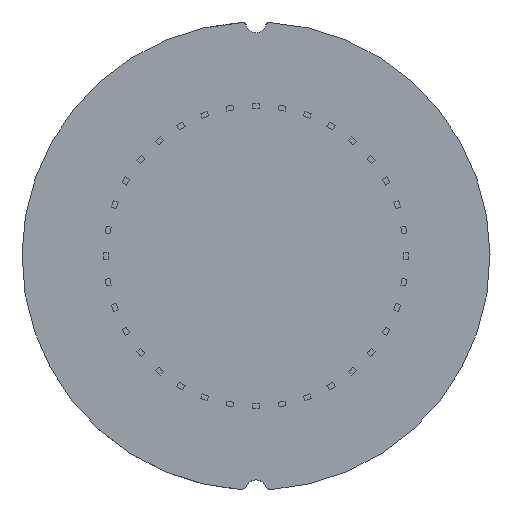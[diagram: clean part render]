
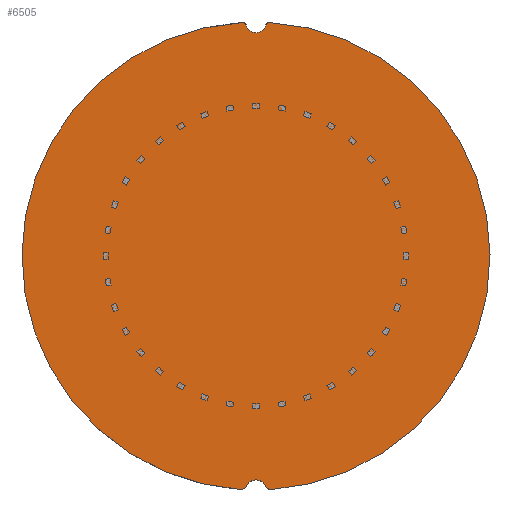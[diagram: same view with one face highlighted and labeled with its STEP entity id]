
A CAD part, front view. The second image highlights one B-rep face of the part: STEP entity #6505.
In plain terms, the highlighted planar face has unit normal (0, -1, 0).
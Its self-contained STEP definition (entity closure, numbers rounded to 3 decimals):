
#103 = DIRECTION ( 'NONE',  ( 0., 1., 0. ) ) ;
#136 = DIRECTION ( 'NONE',  ( 0., 1., 0. ) ) ;
#456 = ORIENTED_EDGE ( 'NONE', *, *, #4988, .F. ) ;
#466 = DIRECTION ( 'NONE',  ( 0., 0., 1. ) ) ;
#474 = DIRECTION ( 'NONE',  ( 0., -1., 0. ) ) ;
#838 = DIRECTION ( 'NONE',  ( 0., 0., 1. ) ) ;
#861 = EDGE_CURVE ( 'NONE', #2630, #6887, #4572, .T. ) ;
#952 = FACE_OUTER_BOUND ( 'NONE', #8929, .T. ) ;
#1042 = CARTESIAN_POINT ( 'NONE',  ( -1.452, 0., 34.069 ) ) ;
#1194 = CIRCLE ( 'NONE', #2479, 0.5 ) ;
#1224 = DIRECTION ( 'NONE',  ( 0., 0., 1. ) ) ;
#1284 = AXIS2_PLACEMENT_3D ( 'NONE', #2981, #6660, #2056 ) ;
#1535 = ORIENTED_EDGE ( 'NONE', *, *, #5134, .T. ) ;
#1603 = ORIENTED_EDGE ( 'NONE', *, *, #6070, .T. ) ;
#1606 = PLANE ( 'NONE',  #2892 ) ;
#1966 = CIRCLE ( 'NONE', #8825, 34.5 ) ;
#2056 = DIRECTION ( 'NONE',  ( 0., 0., 1. ) ) ;
#2295 = DIRECTION ( 'NONE',  ( 0., 1., 0. ) ) ;
#2299 = DIRECTION ( 'NONE',  ( 0., 0., 1. ) ) ;
#2347 = CARTESIAN_POINT ( 'NONE',  ( 0., 0., 34.446 ) ) ;
#2479 = AXIS2_PLACEMENT_3D ( 'NONE', #2879, #9655, #3645 ) ;
#2630 = VERTEX_POINT ( 'NONE', #8547 ) ;
#2726 = AXIS2_PLACEMENT_3D ( 'NONE', #2347, #3154, #838 ) ;
#2735 = CARTESIAN_POINT ( 'NONE',  ( 2.257, 0., -33.426 ) ) ;
#2778 = CARTESIAN_POINT ( 'NONE',  ( 2.257, 0., -33.426 ) ) ;
#2879 = CARTESIAN_POINT ( 'NONE',  ( 1.936, 0., 33.943 ) ) ;
#2892 = AXIS2_PLACEMENT_3D ( 'NONE', #8399, #136, #6909 ) ;
#2972 = EDGE_CURVE ( 'NONE', #7941, #6751, #8192, .T. ) ;
#2981 = CARTESIAN_POINT ( 'NONE',  ( 0., 0., -0.002 ) ) ;
#3069 = CIRCLE ( 'NONE', #1284, 34.5 ) ;
#3154 = DIRECTION ( 'NONE',  ( 0., 1., 0. ) ) ;
#3184 = DIRECTION ( 'NONE',  ( 0., 0., 1. ) ) ;
#3275 = CIRCLE ( 'NONE', #5349, 1. ) ;
#3335 = CARTESIAN_POINT ( 'NONE',  ( -2.257, 0., -34.426 ) ) ;
#3358 = VERTEX_POINT ( 'NONE', #9246 ) ;
#3451 = CARTESIAN_POINT ( 'NONE',  ( 0., 0., 34.446 ) ) ;
#3645 = DIRECTION ( 'NONE',  ( 0., 0., 1. ) ) ;
#3647 = VERTEX_POINT ( 'NONE', #9772 ) ;
#3876 = AXIS2_PLACEMENT_3D ( 'NONE', #3451, #5527, #4889 ) ;
#3964 = CARTESIAN_POINT ( 'NONE',  ( 1.354, 0., -33.856 ) ) ;
#4002 = ORIENTED_EDGE ( 'NONE', *, *, #6353, .F. ) ;
#4094 = CARTESIAN_POINT ( 'NONE',  ( -1.964, 0., 34.442 ) ) ;
#4137 = CARTESIAN_POINT ( 'NONE',  ( -2.257, 0., -33.426 ) ) ;
#4162 = ORIENTED_EDGE ( 'NONE', *, *, #9613, .F. ) ;
#4180 = DIRECTION ( 'NONE',  ( 0., -1., 0. ) ) ;
#4572 = CIRCLE ( 'NONE', #8357, 1. ) ;
#4889 = DIRECTION ( 'NONE',  ( 0., 0., 1. ) ) ;
#4900 = ORIENTED_EDGE ( 'NONE', *, *, #2972, .T. ) ;
#4988 = EDGE_CURVE ( 'NONE', #7941, #7118, #3275, .T. ) ;
#4995 = CIRCLE ( 'NONE', #3876, 1.5 ) ;
#5037 = CIRCLE ( 'NONE', #9159, 1. ) ;
#5134 = EDGE_CURVE ( 'NONE', #6751, #2630, #5037, .T. ) ;
#5141 = CIRCLE ( 'NONE', #5151, 0.5 ) ;
#5151 = AXIS2_PLACEMENT_3D ( 'NONE', #8867, #4180, #466 ) ;
#5349 = AXIS2_PLACEMENT_3D ( 'NONE', #9182, #9329, #2299 ) ;
#5356 = DIRECTION ( 'NONE',  ( 0., 0., 1. ) ) ;
#5365 = EDGE_CURVE ( 'NONE', #7118, #3647, #5508, .T. ) ;
#5508 = CIRCLE ( 'NONE', #8058, 1. ) ;
#5527 = DIRECTION ( 'NONE',  ( 0., 1., 0. ) ) ;
#5559 = EDGE_CURVE ( 'NONE', #9872, #8215, #5141, .T. ) ;
#5639 = CARTESIAN_POINT ( 'NONE',  ( 2.324, 0., -34.424 ) ) ;
#5826 = CARTESIAN_POINT ( 'NONE',  ( 0., 0., -0.002 ) ) ;
#5898 = ORIENTED_EDGE ( 'NONE', *, *, #5559, .T. ) ;
#5932 = ORIENTED_EDGE ( 'NONE', *, *, #861, .T. ) ;
#6070 = EDGE_CURVE ( 'NONE', #8370, #3358, #7837, .T. ) ;
#6353 = EDGE_CURVE ( 'NONE', #3647, #8215, #3069, .T. ) ;
#6505 = ADVANCED_FACE ( 'NONE', ( #952 ), #1606, .F. ) ;
#6660 = DIRECTION ( 'NONE',  ( 0., 1., 0. ) ) ;
#6751 = VERTEX_POINT ( 'NONE', #3964 ) ;
#6875 = VERTEX_POINT ( 'NONE', #7252 ) ;
#6887 = VERTEX_POINT ( 'NONE', #5639 ) ;
#6909 = DIRECTION ( 'NONE',  ( 0., 0., 1. ) ) ;
#7046 = EDGE_CURVE ( 'NONE', #3358, #9872, #4995, .T. ) ;
#7118 = VERTEX_POINT ( 'NONE', #3335 ) ;
#7131 = ORIENTED_EDGE ( 'NONE', *, *, #7046, .T. ) ;
#7252 = CARTESIAN_POINT ( 'NONE',  ( 1.964, 0., 34.442 ) ) ;
#7374 = DIRECTION ( 'NONE',  ( 0., 0., 1. ) ) ;
#7377 = DIRECTION ( 'NONE',  ( 0., 0., 1. ) ) ;
#7837 = CIRCLE ( 'NONE', #2726, 1.5 ) ;
#7941 = VERTEX_POINT ( 'NONE', #8227 ) ;
#8058 = AXIS2_PLACEMENT_3D ( 'NONE', #4137, #103, #3184 ) ;
#8119 = ORIENTED_EDGE ( 'NONE', *, *, #5365, .F. ) ;
#8163 = CARTESIAN_POINT ( 'NONE',  ( 1.452, 0., 34.069 ) ) ;
#8192 = CIRCLE ( 'NONE', #9465, 1.5 ) ;
#8215 = VERTEX_POINT ( 'NONE', #4094 ) ;
#8227 = CARTESIAN_POINT ( 'NONE',  ( -1.354, 0., -33.856 ) ) ;
#8357 = AXIS2_PLACEMENT_3D ( 'NONE', #2778, #8912, #7374 ) ;
#8370 = VERTEX_POINT ( 'NONE', #8163 ) ;
#8399 = CARTESIAN_POINT ( 'NONE',  ( 0., 0., 0. ) ) ;
#8547 = CARTESIAN_POINT ( 'NONE',  ( 2.257, 0., -34.426 ) ) ;
#8825 = AXIS2_PLACEMENT_3D ( 'NONE', #5826, #9700, #7377 ) ;
#8867 = CARTESIAN_POINT ( 'NONE',  ( -1.936, 0., 33.943 ) ) ;
#8912 = DIRECTION ( 'NONE',  ( 0., -1., 0. ) ) ;
#8929 = EDGE_LOOP ( 'NONE', ( #5898, #4002, #8119, #456, #4900, #1535, #5932, #8940, #4162, #1603, #7131 ) ) ;
#8940 = ORIENTED_EDGE ( 'NONE', *, *, #9560, .F. ) ;
#9125 = CARTESIAN_POINT ( 'NONE',  ( 0., 0., -34.502 ) ) ;
#9159 = AXIS2_PLACEMENT_3D ( 'NONE', #2735, #474, #1224 ) ;
#9182 = CARTESIAN_POINT ( 'NONE',  ( -2.257, 0., -33.426 ) ) ;
#9246 = CARTESIAN_POINT ( 'NONE',  ( 0., 0., 32.946 ) ) ;
#9329 = DIRECTION ( 'NONE',  ( 0., 1., 0. ) ) ;
#9465 = AXIS2_PLACEMENT_3D ( 'NONE', #9125, #2295, #5356 ) ;
#9560 = EDGE_CURVE ( 'NONE', #6875, #6887, #1966, .T. ) ;
#9613 = EDGE_CURVE ( 'NONE', #8370, #6875, #1194, .T. ) ;
#9655 = DIRECTION ( 'NONE',  ( 0., 1., 0. ) ) ;
#9700 = DIRECTION ( 'NONE',  ( 0., 1., 0. ) ) ;
#9772 = CARTESIAN_POINT ( 'NONE',  ( -2.324, 0., -34.424 ) ) ;
#9872 = VERTEX_POINT ( 'NONE', #1042 ) ;
